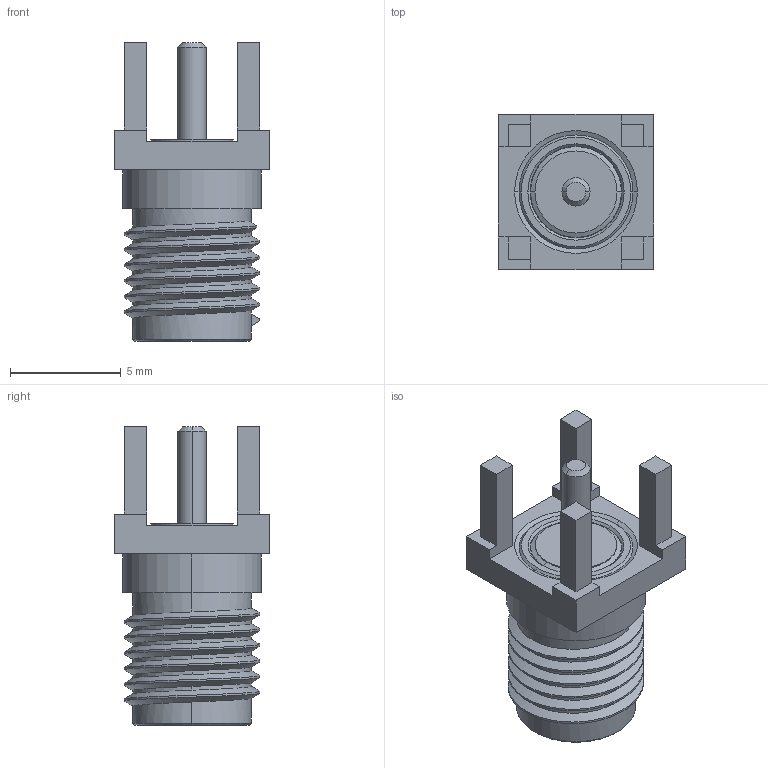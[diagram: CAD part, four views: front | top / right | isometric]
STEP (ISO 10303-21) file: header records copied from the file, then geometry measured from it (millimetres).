
FILE_DESCRIPTION (( 'STEP AP214' ), '1' );
FILE_NAME ('132134.STEP', '2021-10-20T10:23:49', ( '' ), ( '' ), 'SwSTEP 2.0', 'SolidWorks 2018', '' );
FILE_SCHEMA (( 'AUTOMOTIVE_DESIGN' ));
Length unit declared in the file: millimetre
Products named in the file (1): 132134
Bounding box: 7 x 7 x 13.47 mm (x, y, z)
Volume: 255.1 mm3; surface area: 445.6 mm2
Topology: 1 solids, 1 shells, 75 faces, 188 edges, 122 vertices
Faces by surface type: plane 39, cylinder 21, cone 12, bspline 3
Entity records: 3062 total; most frequent: CARTESIAN_POINT 1145, ORIENTED_EDGE 376, DIRECTION 337, EDGE_CURVE 188, VERTEX_POINT 122, VECTOR 119, LINE 119, AXIS2_PLACEMENT_3D 109
